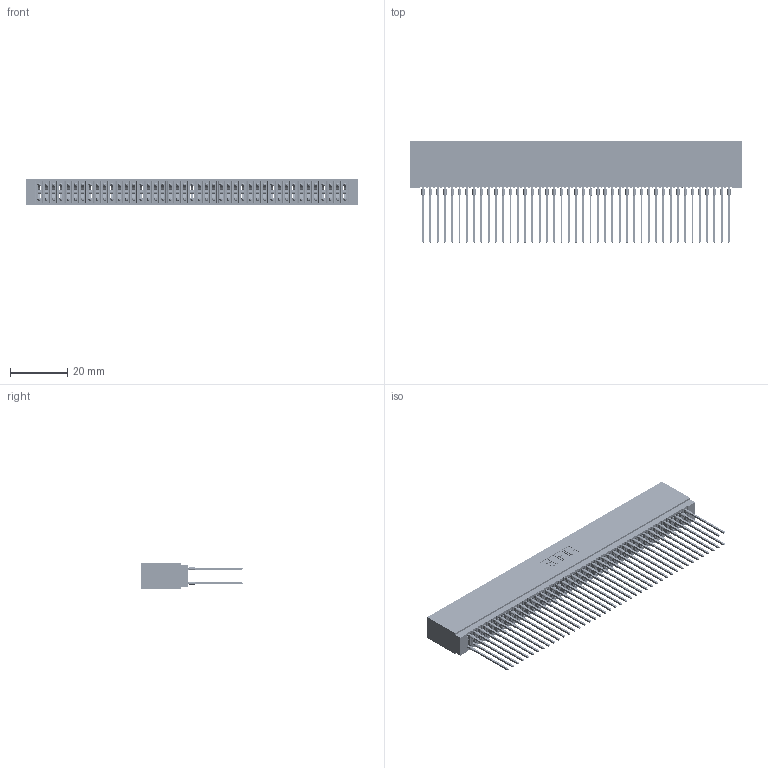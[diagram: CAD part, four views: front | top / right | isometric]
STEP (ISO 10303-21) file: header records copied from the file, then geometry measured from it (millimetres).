
FILE_DESCRIPTION (( 'STEP AP203' ), '1' );
FILE_NAME ('745-086-541-201.STEP', '2026-02-26T22:07:42', ( '' ), ( '' ), 'SwSTEP 2.0', 'SolidWorks 2023', '' );
FILE_SCHEMA (( 'CONFIG_CONTROL_DESIGN' ));
Length unit declared in the file: millimetre
Products named in the file (3): 745-086-541-201; 745 Part_Insulator Option - 01; 745-292-001_541
Assembly tree (87 placements, depth 2):
  745-086-541-201
    745 Part_Insulator Option - 01
    745-292-001_541  x86
Bounding box: 115.82 x 35.45 x 8.89 mm (x, y, z)
Volume: 10846.6 mm3; surface area: 23779.7 mm2
Topology: 87 solids, 87 shells, 7792 faces, 20941 edges, 13158 vertices
Faces by surface type: plane 4011, bspline 1720, cylinder 1545, torus 516
Entity records: 72255 total; most frequent: CARTESIAN_POINT 13035, ORIENTED_EDGE 12472, DIRECTION 10894, EDGE_CURVE 6236, LINE 5796, VECTOR 5796, VERTEX_POINT 3978, AXIS2_PLACEMENT_3D 2549
